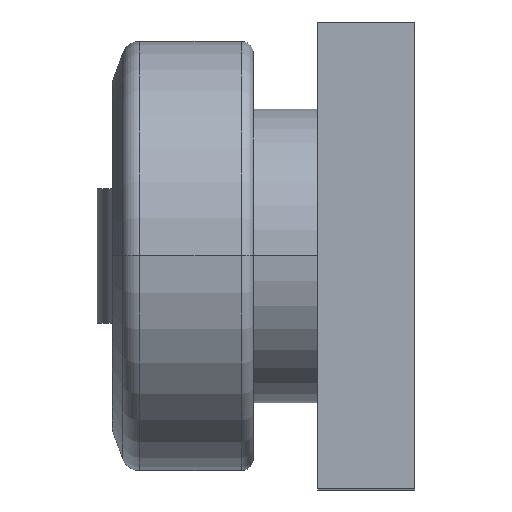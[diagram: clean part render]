
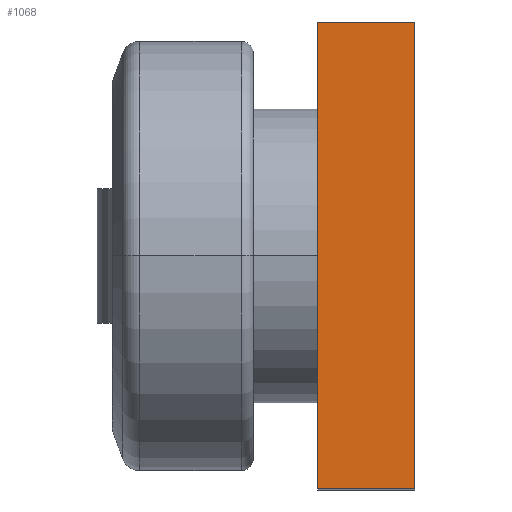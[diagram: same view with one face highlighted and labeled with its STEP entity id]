
A CAD part, top view. The second image highlights one B-rep face of the part: STEP entity #1068.
In plain terms, the highlighted planar face has unit normal (0, 0, 1).
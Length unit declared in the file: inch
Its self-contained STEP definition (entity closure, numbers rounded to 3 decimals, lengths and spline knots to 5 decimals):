
#228 = CARTESIAN_POINT ( 'NONE',  ( 1.476, -1.5, 2.375 ) ) ;
#248 = CARTESIAN_POINT ( 'NONE',  ( 1.476, -1.5, 2.375 ) ) ;
#312 = VECTOR ( 'NONE', #2016, 39.37008 ) ;
#988 = CARTESIAN_POINT ( 'NONE',  ( 2.101, 1.5, 2.375 ) ) ;
#1032 = AXIS2_PLACEMENT_3D ( 'NONE', #228, #1659, #3069 ) ;
#1039 = VECTOR ( 'NONE', #1522, 39.37008 ) ;
#1068 = ADVANCED_FACE ( 'NONE', ( #2386 ), #3501, .F. ) ;
#1277 = VECTOR ( 'NONE', #3814, 39.37008 ) ;
#1297 = CARTESIAN_POINT ( 'NONE',  ( 2.101, -1.5, 2.375 ) ) ;
#1522 = DIRECTION ( 'NONE',  ( 0., -1., 0. ) ) ;
#1659 = DIRECTION ( 'NONE',  ( 0., 0., -1. ) ) ;
#1715 = VECTOR ( 'NONE', #3394, 39.37008 ) ;
#1750 = ORIENTED_EDGE ( 'NONE', *, *, #4041, .T. ) ;
#1996 = ORIENTED_EDGE ( 'NONE', *, *, #3027, .T. ) ;
#2016 = DIRECTION ( 'NONE',  ( 1., 0., 0. ) ) ;
#2092 = CARTESIAN_POINT ( 'NONE',  ( 2.101, -1.5, 2.375 ) ) ;
#2363 = LINE ( 'NONE', #2092, #312 ) ;
#2376 = CARTESIAN_POINT ( 'NONE',  ( 2.101, 1.5, 2.375 ) ) ;
#2386 = FACE_OUTER_BOUND ( 'NONE', #2655, .T. ) ;
#2392 = ORIENTED_EDGE ( 'NONE', *, *, #3211, .T. ) ;
#2655 = EDGE_LOOP ( 'NONE', ( #2392, #4159, #1996, #1750 ) ) ;
#2703 = VERTEX_POINT ( 'NONE', #4217 ) ;
#2878 = EDGE_CURVE ( 'NONE', #2888, #3649, #4237, .T. ) ;
#2888 = VERTEX_POINT ( 'NONE', #4511 ) ;
#3027 = EDGE_CURVE ( 'NONE', #3649, #2703, #4577, .T. ) ;
#3069 = DIRECTION ( 'NONE',  ( 0., -1., 0. ) ) ;
#3209 = VERTEX_POINT ( 'NONE', #248 ) ;
#3211 = EDGE_CURVE ( 'NONE', #3209, #2888, #2363, .T. ) ;
#3394 = DIRECTION ( 'NONE',  ( 0., 1., 0. ) ) ;
#3501 = PLANE ( 'NONE',  #1032 ) ;
#3649 = VERTEX_POINT ( 'NONE', #988 ) ;
#3651 = CARTESIAN_POINT ( 'NONE',  ( 1.476, -1.5, 2.375 ) ) ;
#3814 = DIRECTION ( 'NONE',  ( -1., 0., 0. ) ) ;
#4041 = EDGE_CURVE ( 'NONE', #2703, #3209, #4359, .T. ) ;
#4159 = ORIENTED_EDGE ( 'NONE', *, *, #2878, .T. ) ;
#4217 = CARTESIAN_POINT ( 'NONE',  ( 1.476, 1.5, 2.375 ) ) ;
#4237 = LINE ( 'NONE', #1297, #1715 ) ;
#4359 = LINE ( 'NONE', #3651, #1039 ) ;
#4511 = CARTESIAN_POINT ( 'NONE',  ( 2.101, -1.5, 2.375 ) ) ;
#4577 = LINE ( 'NONE', #2376, #1277 ) ;
